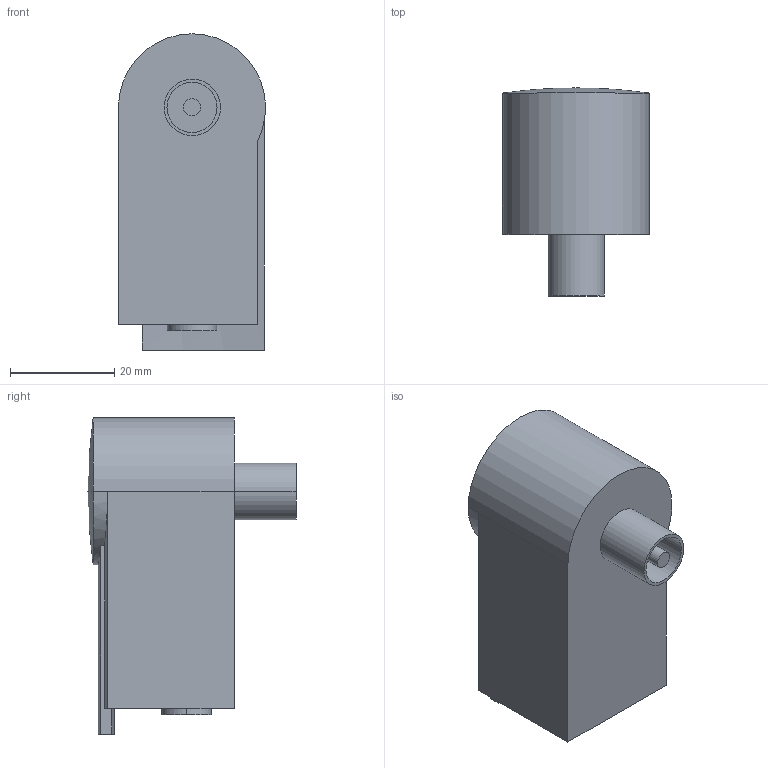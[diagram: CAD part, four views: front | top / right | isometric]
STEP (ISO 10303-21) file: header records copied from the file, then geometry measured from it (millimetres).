
FILE_DESCRIPTION(('Creo Elements/Direct Modeling STEP Export'),'2;1');
FILE_NAME('model.stp','2020-07-02T15:18:00',(''),(''),'Creo Elements/Direct Modeling STEP processor for AP214 (Solid Model)','Creo Elements/Direct Modeling 20.1A 29-Sep-2018 (C) Parametric Technology GmbH','');
FILE_SCHEMA(('AUTOMOTIVE_DESIGN { 1 0 10303 214 1 1 1 1 }'));
Length unit declared in the file: millimetre
Products named in the file (2): C_TV_HIFI-select
Assembly tree (1 placements, depth 2):
  C_TV_HIFI-select
    C_TV_HIFI-select
Bounding box: 28.18 x 39.85 x 60.59 mm (x, y, z)
Volume: 38232.3 mm3; surface area: 8287.2 mm2
Topology: 1 solids, 1 shells, 32 faces, 74 edges, 48 vertices
Faces by surface type: cylinder 17, plane 13, sphere 2
Entity records: 1453 total; most frequent: CARTESIAN_POINT 469, ORIENTED_EDGE 144, DIRECTION 137, EDGE_CURVE 72, AXIS2_PLACEMENT_3D 53, VERTEX_POINT 48, EDGE_LOOP 38, COLOUR_RGB 33
